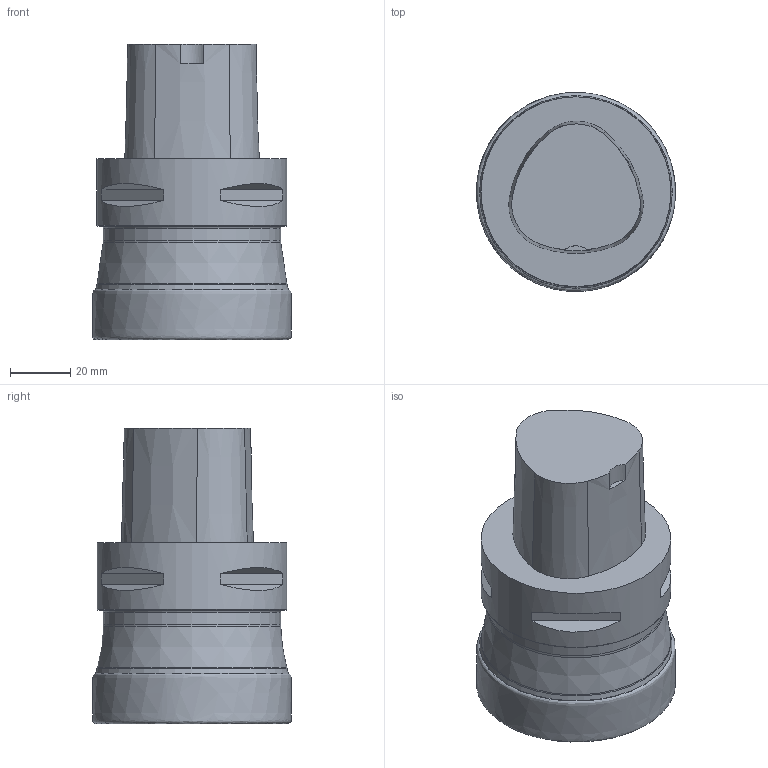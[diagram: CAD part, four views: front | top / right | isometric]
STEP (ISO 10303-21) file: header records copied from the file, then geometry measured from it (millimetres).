
FILE_DESCRIPTION(/* description */ (''),/* implementation_level */ '2;1');
FILE_NAME(/* name */ 'toolassembly_1.stp',/* time_stamp */ '2019-11-12T11:29:49+01:00',/* author */ (''),/* organization */ ('SMS'),/* preprocessor_version */ 'ST-DEVELOPER v16.7',/* originating_system */ 'SIEMENS PLM Software NX 12.0',/* authorisation */ '');
FILE_SCHEMA (('AUTOMOTIVE_DESIGN { 1 0 10303 214 3 1 1 1 }'));
Length unit declared in the file: millimetre
Products named in the file (4): CUT_20191112112837; ASSEMBLY_CONSTRUCTION; NOCUT_20191112112816; TOOLASSEMBLY_1
Assembly tree (3 placements, depth 2):
  TOOLASSEMBLY_1
    NOCUT_20191112112816
    ASSEMBLY_CONSTRUCTION
    CUT_20191112112837
Bounding box: 65.98 x 66.01 x 98 mm (x, y, z)
Volume: 262503 mm3; surface area: 32805 mm2
Topology: 2 solids, 2 shells, 46 faces, 100 edges, 73 vertices
Faces by surface type: plane 18, cone 14, torus 10, cylinder 3, bspline 1
Full cylindrical faces by diameter (mm): 58.8 x1, 63 x1
Entity records: 6542 total; most frequent: CARTESIAN_POINT 5413, DIRECTION 234, ORIENTED_EDGE 142, AXIS2_PLACEMENT_3D 106, EDGE_LOOP 72, EDGE_CURVE 71, VERTEX_POINT 56, FACE_BOUND 51
